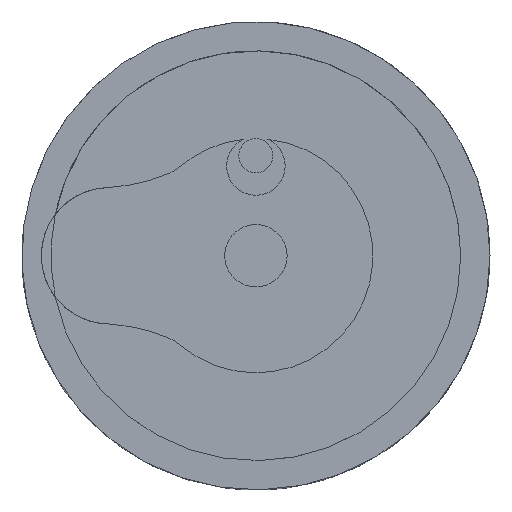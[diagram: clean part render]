
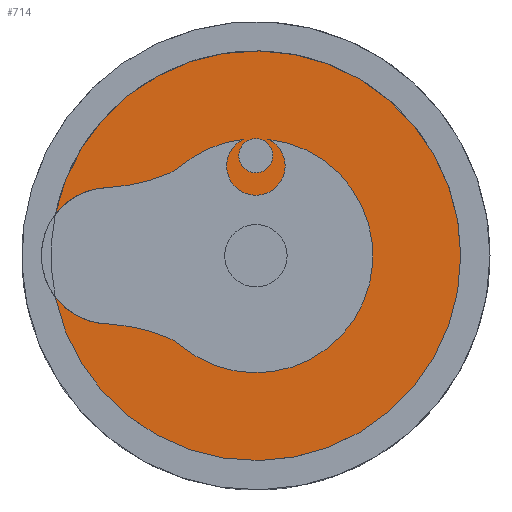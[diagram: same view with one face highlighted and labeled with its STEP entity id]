
A CAD part, top view. The second image highlights one B-rep face of the part: STEP entity #714.
In plain terms, the highlighted planar face has unit normal (0, 0, 1).
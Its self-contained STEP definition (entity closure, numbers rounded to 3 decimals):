
#57=FACE_BOUND('',#127,.T.);
#76=FACE_OUTER_BOUND('',#126,.T.);
#126=EDGE_LOOP('',(#496,#497,#498,#499,#500,#501,#502,#503,#504,#505));
#127=EDGE_LOOP('',(#506));
#195=CIRCLE('',#772,3.5);
#196=CIRCLE('',#773,10.5);
#197=CIRCLE('',#774,3.5);
#198=CIRCLE('',#775,9.362);
#199=CIRCLE('',#776,2.);
#200=CIRCLE('',#777,6.);
#201=CIRCLE('',#778,1.5);
#202=CIRCLE('',#779,6.);
#203=CIRCLE('',#780,2.);
#204=CIRCLE('',#781,9.362);
#205=CIRCLE('',#782,0.875);
#332=VERTEX_POINT('',#1136);
#333=VERTEX_POINT('',#1137);
#334=VERTEX_POINT('',#1139);
#335=VERTEX_POINT('',#1141);
#336=VERTEX_POINT('',#1143);
#337=VERTEX_POINT('',#1145);
#338=VERTEX_POINT('',#1147);
#339=VERTEX_POINT('',#1149);
#340=VERTEX_POINT('',#1151);
#341=VERTEX_POINT('',#1153);
#342=VERTEX_POINT('',#1156);
#401=EDGE_CURVE('',#332,#333,#195,.T.);
#402=EDGE_CURVE('',#333,#334,#196,.T.);
#403=EDGE_CURVE('',#334,#335,#197,.T.);
#404=EDGE_CURVE('',#335,#336,#198,.T.);
#405=EDGE_CURVE('',#336,#337,#199,.T.);
#406=EDGE_CURVE('',#337,#338,#200,.T.);
#407=EDGE_CURVE('',#338,#339,#201,.T.);
#408=EDGE_CURVE('',#339,#340,#202,.T.);
#409=EDGE_CURVE('',#340,#341,#203,.T.);
#410=EDGE_CURVE('',#341,#332,#204,.T.);
#411=EDGE_CURVE('',#342,#342,#205,.T.);
#496=ORIENTED_EDGE('',*,*,#401,.T.);
#497=ORIENTED_EDGE('',*,*,#402,.T.);
#498=ORIENTED_EDGE('',*,*,#403,.T.);
#499=ORIENTED_EDGE('',*,*,#404,.T.);
#500=ORIENTED_EDGE('',*,*,#405,.T.);
#501=ORIENTED_EDGE('',*,*,#406,.T.);
#502=ORIENTED_EDGE('',*,*,#407,.T.);
#503=ORIENTED_EDGE('',*,*,#408,.T.);
#504=ORIENTED_EDGE('',*,*,#409,.T.);
#505=ORIENTED_EDGE('',*,*,#410,.T.);
#506=ORIENTED_EDGE('',*,*,#411,.T.);
#683=PLANE('',#771);
#714=ADVANCED_FACE('',(#76,#57),#683,.F.);
#771=AXIS2_PLACEMENT_3D('',#1135,#883,#884);
#772=AXIS2_PLACEMENT_3D('',#1138,#885,#886);
#773=AXIS2_PLACEMENT_3D('',#1140,#887,#888);
#774=AXIS2_PLACEMENT_3D('',#1142,#889,#890);
#775=AXIS2_PLACEMENT_3D('',#1144,#891,#892);
#776=AXIS2_PLACEMENT_3D('',#1146,#893,#894);
#777=AXIS2_PLACEMENT_3D('',#1148,#895,#896);
#778=AXIS2_PLACEMENT_3D('',#1150,#897,#898);
#779=AXIS2_PLACEMENT_3D('',#1152,#899,#900);
#780=AXIS2_PLACEMENT_3D('',#1154,#901,#902);
#781=AXIS2_PLACEMENT_3D('',#1155,#903,#904);
#782=AXIS2_PLACEMENT_3D('',#1157,#905,#906);
#883=DIRECTION('center_axis',(0.,0.,-1.));
#884=DIRECTION('ref_axis',(-1.,0.,0.));
#885=DIRECTION('center_axis',(0.,0.,-1.));
#886=DIRECTION('ref_axis',(0.,1.,0.));
#887=DIRECTION('center_axis',(0.,0.,1.));
#888=DIRECTION('ref_axis',(-1.,0.,0.));
#889=DIRECTION('center_axis',(0.,0.,-1.));
#890=DIRECTION('ref_axis',(0.,1.,0.));
#891=DIRECTION('center_axis',(0.,0.,1.));
#892=DIRECTION('ref_axis',(-0.065,0.998,0.));
#893=DIRECTION('center_axis',(0.,0.,1.));
#894=DIRECTION('ref_axis',(-0.395,0.919,0.));
#895=DIRECTION('center_axis',(0.,0.,-1.));
#896=DIRECTION('ref_axis',(-0.102,0.995,0.));
#897=DIRECTION('center_axis',(0.,0.,1.));
#898=DIRECTION('ref_axis',(0.409,-0.912,0.));
#899=DIRECTION('center_axis',(0.,0.,-1.));
#900=DIRECTION('ref_axis',(-0.65,-0.76,0.));
#901=DIRECTION('center_axis',(0.,0.,1.));
#902=DIRECTION('ref_axis',(-0.65,-0.76,0.));
#903=DIRECTION('center_axis',(0.,0.,1.));
#904=DIRECTION('ref_axis',(-0.395,-0.919,0.));
#905=DIRECTION('center_axis',(0.,0.,-1.));
#906=DIRECTION('ref_axis',(-1.,0.,0.));
#1135=CARTESIAN_POINT('Origin',(0.,0.,6.75));
#1136=CARTESIAN_POINT('',(-7.5,-3.5,6.75));
#1137=CARTESIAN_POINT('',(-10.283,-2.122,6.75));
#1138=CARTESIAN_POINT('Origin',(-7.5,0.,6.75));
#1139=CARTESIAN_POINT('',(-10.283,2.122,6.75));
#1140=CARTESIAN_POINT('Origin',(0.,0.,6.75));
#1141=CARTESIAN_POINT('',(-7.5,3.5,6.75));
#1142=CARTESIAN_POINT('Origin',(-7.5,0.,6.75));
#1143=CARTESIAN_POINT('',(-4.412,4.24,6.75));
#1144=CARTESIAN_POINT('Origin',(-8.107,12.842,6.75));
#1145=CARTESIAN_POINT('',(-3.901,4.559,6.75));
#1146=CARTESIAN_POINT('Origin',(-5.202,6.078,6.75));
#1147=CARTESIAN_POINT('',(-0.614,5.968,6.75));
#1148=CARTESIAN_POINT('Origin',(0.,0.,6.75));
#1149=CARTESIAN_POINT('',(0.614,5.968,6.75));
#1150=CARTESIAN_POINT('Origin',(0.,4.6,6.75));
#1151=CARTESIAN_POINT('',(-3.901,-4.559,6.75));
#1152=CARTESIAN_POINT('Origin',(0.,0.,6.75));
#1153=CARTESIAN_POINT('',(-4.412,-4.24,6.75));
#1154=CARTESIAN_POINT('Origin',(-5.202,-6.078,6.75));
#1155=CARTESIAN_POINT('Origin',(-8.107,-12.842,6.75));
#1156=CARTESIAN_POINT('',(0.875,5.125,6.75));
#1157=CARTESIAN_POINT('Origin',(0.,5.125,6.75));
